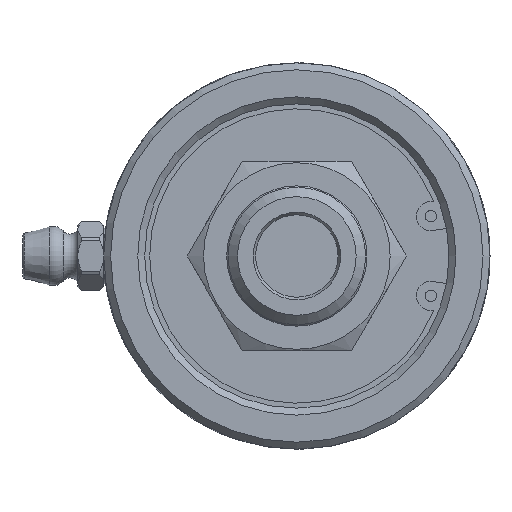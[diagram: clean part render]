
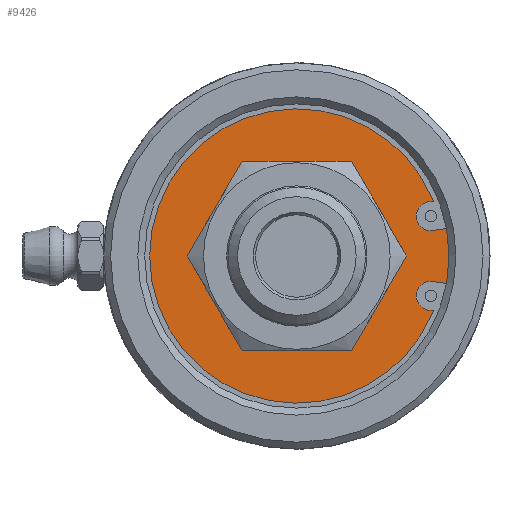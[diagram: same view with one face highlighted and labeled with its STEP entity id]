
A CAD part, left-side view. The second image highlights one B-rep face of the part: STEP entity #9426.
In plain terms, the highlighted planar face has unit normal (-1, 0, 0).
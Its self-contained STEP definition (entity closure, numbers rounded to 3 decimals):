
#449=PLANE('',#10140);
#554=FACE_BOUND('',#2086,.T.);
#1502=FACE_OUTER_BOUND('',#2085,.T.);
#2085=EDGE_LOOP('',(#8323,#8324,#8325,#8326,#8327,#8328));
#2086=EDGE_LOOP('',(#8329,#8330));
#2352=CIRCLE('',#9793,16.952);
#2354=CIRCLE('',#9796,1.682);
#2356=CIRCLE('',#9800,1.682);
#2387=CIRCLE('',#9858,9.575);
#2388=CIRCLE('',#9859,9.575);
#2530=CIRCLE('',#10141,18.735);
#2685=LINE('',#14529,#3131);
#2692=LINE('',#14546,#3138);
#3131=VECTOR('',#10901,10.);
#3138=VECTOR('',#10916,10.);
#3796=VERTEX_POINT('',#14514);
#3797=VERTEX_POINT('',#14516);
#3799=VERTEX_POINT('',#14522);
#3801=VERTEX_POINT('',#14528);
#3804=VERTEX_POINT('',#14536);
#3807=VERTEX_POINT('',#14544);
#3858=VERTEX_POINT('',#14861);
#3859=VERTEX_POINT('',#14862);
#4819=EDGE_CURVE('',#3797,#3796,#2352,.T.);
#4822=EDGE_CURVE('',#3799,#3797,#2354,.T.);
#4825=EDGE_CURVE('',#3801,#3799,#2685,.T.);
#4830=EDGE_CURVE('',#3796,#3804,#2356,.T.);
#4834=EDGE_CURVE('',#3804,#3807,#2692,.T.);
#4901=EDGE_CURVE('',#3858,#3859,#2387,.T.);
#4902=EDGE_CURVE('',#3859,#3858,#2388,.T.);
#5677=EDGE_CURVE('',#3807,#3801,#2530,.T.);
#8323=ORIENTED_EDGE('',*,*,#4834,.T.);
#8324=ORIENTED_EDGE('',*,*,#5677,.T.);
#8325=ORIENTED_EDGE('',*,*,#4825,.T.);
#8326=ORIENTED_EDGE('',*,*,#4822,.T.);
#8327=ORIENTED_EDGE('',*,*,#4819,.T.);
#8328=ORIENTED_EDGE('',*,*,#4830,.T.);
#8329=ORIENTED_EDGE('',*,*,#4901,.T.);
#8330=ORIENTED_EDGE('',*,*,#4902,.T.);
#9426=ADVANCED_FACE('',(#1502,#554),#449,.F.);
#9793=AXIS2_PLACEMENT_3D('',#14517,#10888,#10889);
#9796=AXIS2_PLACEMENT_3D('',#14523,#10895,#10896);
#9800=AXIS2_PLACEMENT_3D('',#14538,#10909,#10910);
#9858=AXIS2_PLACEMENT_3D('',#14863,#11043,#11044);
#9859=AXIS2_PLACEMENT_3D('',#14864,#11045,#11046);
#10140=AXIS2_PLACEMENT_3D('',#26473,#11918,#11919);
#10141=AXIS2_PLACEMENT_3D('',#26474,#11920,#11921);
#10888=DIRECTION('center_axis',(-1.,0.,0.));
#10889=DIRECTION('ref_axis',(0.,0.93,0.368));
#10895=DIRECTION('center_axis',(1.,0.,0.));
#10896=DIRECTION('ref_axis',(0.,1.,-0.008));
#10901=DIRECTION('',(0.,0.987,-0.16));
#10909=DIRECTION('center_axis',(1.,0.,0.));
#10910=DIRECTION('ref_axis',(0.,1.,0.008));
#10916=DIRECTION('',(0.,-0.987,-0.16));
#11043=DIRECTION('center_axis',(1.,0.,0.));
#11044=DIRECTION('ref_axis',(0.,0.,
-1.));
#11045=DIRECTION('center_axis',(1.,0.,0.));
#11046=DIRECTION('ref_axis',(0.,0.,
-1.));
#11918=DIRECTION('center_axis',(1.,0.,0.));
#11919=DIRECTION('ref_axis',(0.,0.,-1.));
#11920=DIRECTION('center_axis',(-1.,0.,0.));
#11921=DIRECTION('ref_axis',(0.,1.,0.));
#14514=CARTESIAN_POINT('',(4.76,-15.761,-6.243));
#14516=CARTESIAN_POINT('',(4.76,-15.761,6.243));
#14517=CARTESIAN_POINT('Origin',(4.76,0.,0.));
#14522=CARTESIAN_POINT('',(4.76,-15.786,2.944));
#14523=CARTESIAN_POINT('Origin',(4.76,-15.445,4.591));
#14528=CARTESIAN_POINT('',(4.76,-18.429,3.373));
#14529=CARTESIAN_POINT('',(4.76,-1.229,0.581));
#14536=CARTESIAN_POINT('',(4.76,-15.786,-2.944));
#14538=CARTESIAN_POINT('Origin',(4.76,-15.445,-4.591));
#14544=CARTESIAN_POINT('',(4.76,-18.429,-3.373));
#14546=CARTESIAN_POINT('',(4.76,-2.55,-0.795));
#14861=CARTESIAN_POINT('',(4.76,0.,-9.575));
#14862=CARTESIAN_POINT('',(4.76,0.,9.575));
#14863=CARTESIAN_POINT('Origin',(4.76,0.,0.));
#14864=CARTESIAN_POINT('Origin',(4.76,0.,0.));
#26473=CARTESIAN_POINT('Origin',(4.76,13.618,0.));
#26474=CARTESIAN_POINT('Origin',(4.76,0.,0.));
